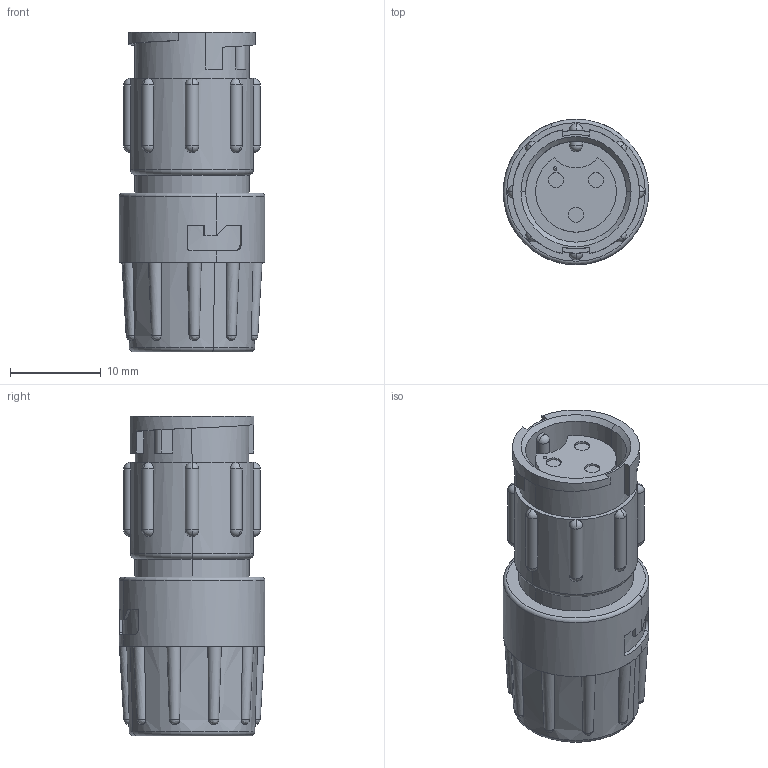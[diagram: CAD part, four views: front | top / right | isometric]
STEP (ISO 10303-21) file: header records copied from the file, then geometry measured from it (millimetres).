
FILE_DESCRIPTION (( 'STEP AP203' ), '1' );
FILE_NAME ('8280-3SG-318.STEP', '2015-08-31T16:48:42', ( '' ), ( '' ), 'SwSTEP 2.0', 'SolidWorks 2014', '' );
FILE_SCHEMA (( 'CONFIG_CONTROL_DESIGN' ));
Length unit declared in the file: inch
Products named in the file (1): 8280-3SG-318
Bounding box: 16 x 16 x 35.18 mm (x, y, z)
Volume: 5117.9 mm3; surface area: 2659 mm2
Topology: 1 solids, 1 shells, 165 faces, 497 edges, 311 vertices
Faces by surface type: plane 52, cylinder 47, sphere 34, bspline 22, torus 6, cone 4
Entity records: 9256 total; most frequent: CARTESIAN_POINT 5343, ORIENTED_EDGE 856, DIRECTION 751, EDGE_CURVE 428, AXIS2_PLACEMENT_3D 317, VERTEX_POINT 276, EDGE_LOOP 176, CIRCLE 173
